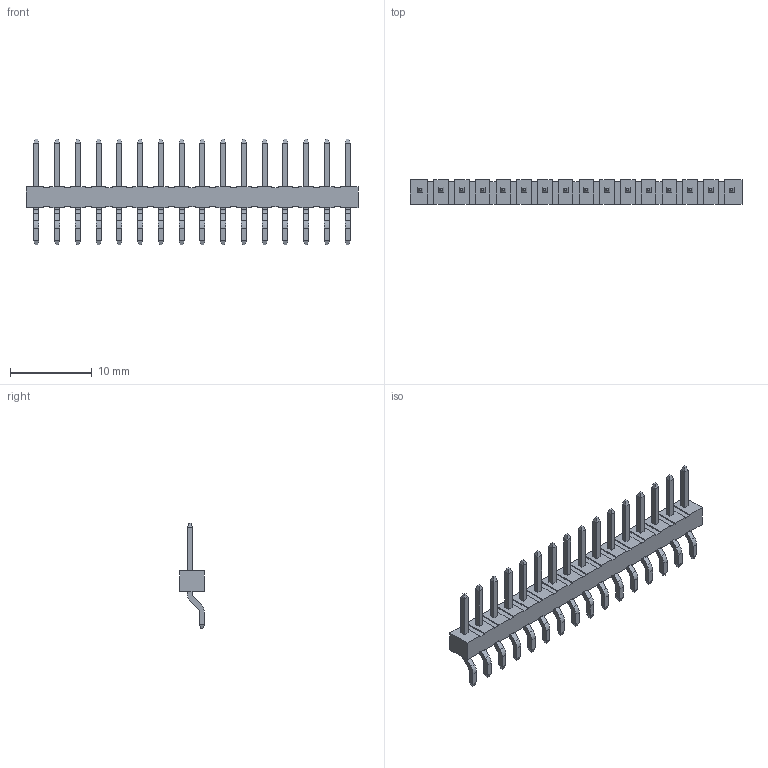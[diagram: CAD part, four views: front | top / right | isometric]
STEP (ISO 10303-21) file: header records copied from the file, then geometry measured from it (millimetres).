
FILE_DESCRIPTION( ( 'STEP AP214' ), '1' );
FILE_NAME( 'TSM-116-01-T-SH.stp', '2021-02-08T22:25:39', ( 'License CC BY-ND 4.0' ), ( 'CADENAS' ), ' ', 'PARTsolutions', ' ' );
FILE_SCHEMA( ( 'AUTOMOTIVE_DESIGN { 1 0 10303 214 1 1 1 1 }' ) );
Length unit declared in the file: inch
Products named in the file (3): TSM-116-01-T-SH; _TSM-116-01-SH_body; _T-1S6-08(-01-16-SH)
Assembly tree (2 placements, depth 2):
  TSM-116-01-T-SH
    _TSM-116-01-SH_body
    _T-1S6-08(-01-16-SH)
Bounding box: 40.64 x 3.05 x 12.95 mm (x, y, z)
Volume: 370.6 mm3; surface area: 1175.6 mm2
Topology: 2 solids, 2 shells, 572 faces, 1576 edges, 1008 vertices
Faces by surface type: plane 508, cylinder 64
Entity records: 22458 total; most frequent: CARTESIAN_POINT 3159, ORIENTED_EDGE 3152, DIRECTION 2854, EDGE_CURVE 1576, LINE 1448, VECTOR 1448, VERTEX_POINT 1008, AXIS2_PLACEMENT_3D 703
